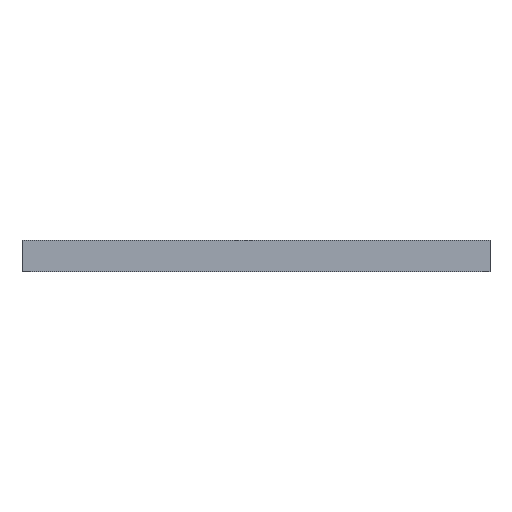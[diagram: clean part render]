
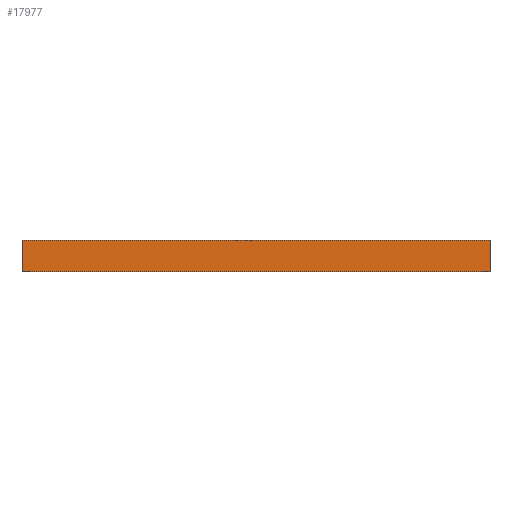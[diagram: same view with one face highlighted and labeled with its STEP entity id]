
A CAD part, front view. The second image highlights one B-rep face of the part: STEP entity #17977.
In plain terms, the highlighted planar face has unit normal (0, -1, 0).
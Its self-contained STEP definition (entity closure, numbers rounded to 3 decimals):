
#358 = CARTESIAN_POINT ( 'NONE',  ( 0., 0., 0. ) ) ;
#430 = CARTESIAN_POINT ( 'NONE',  ( -75., 0., -5. ) ) ;
#621 = LINE ( 'NONE', #2279, #6301 ) ;
#659 = DIRECTION ( 'NONE',  ( -1., 0., 0. ) ) ;
#727 = DIRECTION ( 'NONE',  ( 0., 0., -1. ) ) ;
#1802 = VECTOR ( 'NONE', #659, 1000. ) ;
#2279 = CARTESIAN_POINT ( 'NONE',  ( 75., 0., 5. ) ) ;
#3720 = EDGE_CURVE ( 'NONE', #12840, #14286, #18910, .T. ) ;
#3728 = DIRECTION ( 'NONE',  ( 0., -1., 0. ) ) ;
#3968 = EDGE_CURVE ( 'NONE', #14286, #7731, #17197, .T. ) ;
#4066 = CARTESIAN_POINT ( 'NONE',  ( 75., 0., -5. ) ) ;
#4147 = CARTESIAN_POINT ( 'NONE',  ( -75., 0., 5. ) ) ;
#5968 = EDGE_LOOP ( 'NONE', ( #7785, #10373, #10149, #8657 ) ) ;
#6301 = VECTOR ( 'NONE', #727, 1000. ) ;
#6525 = CARTESIAN_POINT ( 'NONE',  ( -75., 0., 5. ) ) ;
#6627 = CARTESIAN_POINT ( 'NONE',  ( -75., 0., -5. ) ) ;
#7373 = CARTESIAN_POINT ( 'NONE',  ( -75., 0., 5. ) ) ;
#7569 = FACE_OUTER_BOUND ( 'NONE', #5968, .T. ) ;
#7731 = VERTEX_POINT ( 'NONE', #15304 ) ;
#7785 = ORIENTED_EDGE ( 'NONE', *, *, #19747, .F. ) ;
#8657 = ORIENTED_EDGE ( 'NONE', *, *, #14159, .F. ) ;
#9271 = VECTOR ( 'NONE', #14167, 1000. ) ;
#10103 = AXIS2_PLACEMENT_3D ( 'NONE', #358, #3728, #18858 ) ;
#10149 = ORIENTED_EDGE ( 'NONE', *, *, #3720, .F. ) ;
#10373 = ORIENTED_EDGE ( 'NONE', *, *, #3968, .F. ) ;
#11247 = PLANE ( 'NONE',  #10103 ) ;
#12840 = VERTEX_POINT ( 'NONE', #430 ) ;
#14159 = EDGE_CURVE ( 'NONE', #19202, #12840, #18495, .T. ) ;
#14167 = DIRECTION ( 'NONE',  ( 0., 0., 1. ) ) ;
#14286 = VERTEX_POINT ( 'NONE', #4147 ) ;
#15304 = CARTESIAN_POINT ( 'NONE',  ( 75., 0., 5. ) ) ;
#16233 = VECTOR ( 'NONE', #16600, 1000. ) ;
#16600 = DIRECTION ( 'NONE',  ( 1., 0., 0. ) ) ;
#17197 = LINE ( 'NONE', #7373, #16233 ) ;
#17977 = ADVANCED_FACE ( 'NONE', ( #7569 ), #11247, .T. ) ;
#18495 = LINE ( 'NONE', #6627, #1802 ) ;
#18858 = DIRECTION ( 'NONE',  ( 0., 0., -1. ) ) ;
#18910 = LINE ( 'NONE', #6525, #9271 ) ;
#19202 = VERTEX_POINT ( 'NONE', #4066 ) ;
#19747 = EDGE_CURVE ( 'NONE', #7731, #19202, #621, .T. ) ;
